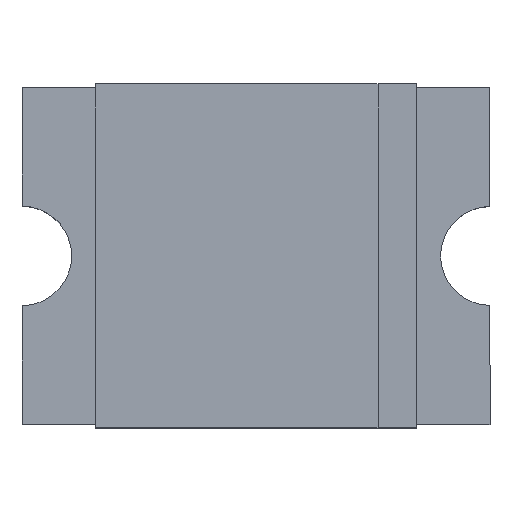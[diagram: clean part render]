
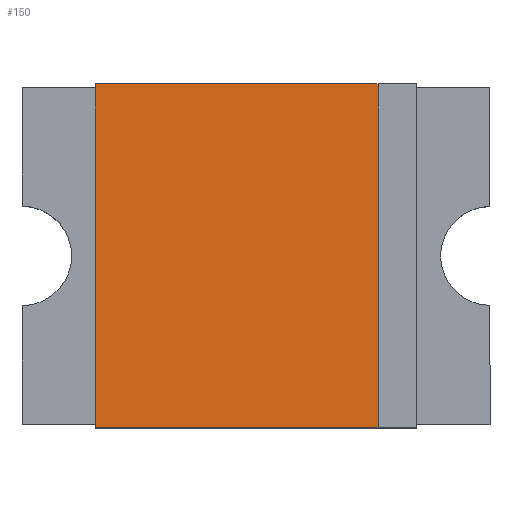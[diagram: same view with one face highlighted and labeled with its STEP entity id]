
A CAD part, top view. The second image highlights one B-rep face of the part: STEP entity #150.
In plain terms, the highlighted planar face has unit normal (0, 0, 1).
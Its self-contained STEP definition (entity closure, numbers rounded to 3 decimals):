
#8 = EDGE_CURVE ( 'NONE', #210, #9, #303, .T. ) ;
#9 = VERTEX_POINT ( 'NONE', #299 ) ;
#73 = VERTEX_POINT ( 'NONE', #491 ) ;
#75 = EDGE_CURVE ( 'NONE', #73, #207, #490, .T. ) ;
#150 = ADVANCED_FACE ( 'NONE', ( #716 ), #746, .F. ) ;
#151 = EDGE_LOOP ( 'NONE', ( #152, #153, #155, #156 ) ) ;
#152 = ORIENTED_EDGE ( 'NONE', *, *, #75, .F. ) ;
#153 = ORIENTED_EDGE ( 'NONE', *, *, #154, .F. ) ;
#154 = EDGE_CURVE ( 'NONE', #9, #73, #745, .T. ) ;
#155 = ORIENTED_EDGE ( 'NONE', *, *, #8, .F. ) ;
#156 = ORIENTED_EDGE ( 'NONE', *, *, #209, .T. ) ;
#207 = VERTEX_POINT ( 'NONE', #867 ) ;
#209 = EDGE_CURVE ( 'NONE', #210, #207, #866, .T. ) ;
#210 = VERTEX_POINT ( 'NONE', #862 ) ;
#299 = CARTESIAN_POINT ( 'NONE',  ( 1.237, 1.74, 1.035 ) ) ;
#300 = DIRECTION ( 'NONE',  ( 1., 0., 0. ) ) ;
#301 = VECTOR ( 'NONE', #300, 1000. ) ;
#302 = CARTESIAN_POINT ( 'NONE',  ( -1.625, 1.74, 1.035 ) ) ;
#303 = LINE ( 'NONE', #302, #301 ) ;
#487 = DIRECTION ( 'NONE',  ( -1., 0., 0. ) ) ;
#488 = VECTOR ( 'NONE', #487, 1000. ) ;
#489 = CARTESIAN_POINT ( 'NONE',  ( -1.625, -1.74, 1.035 ) ) ;
#490 = LINE ( 'NONE', #489, #488 ) ;
#491 = CARTESIAN_POINT ( 'NONE',  ( 1.237, -1.74, 1.035 ) ) ;
#716 = FACE_OUTER_BOUND ( 'NONE', #151, .T. ) ;
#737 = DIRECTION ( 'NONE',  ( 0., -1., 0. ) ) ;
#738 = VECTOR ( 'NONE', #737, 1000. ) ;
#739 = CARTESIAN_POINT ( 'NONE',  ( 1.237, 1.74, 1.035 ) ) ;
#741 = DIRECTION ( 'NONE',  ( -1., 0., 0. ) ) ;
#742 = DIRECTION ( 'NONE',  ( 0., 0., -1. ) ) ;
#743 = CARTESIAN_POINT ( 'NONE',  ( 1.625, 1.705, 1.035 ) ) ;
#744 = AXIS2_PLACEMENT_3D ( 'NONE', #743, #742, #741 ) ;
#745 = LINE ( 'NONE', #739, #738 ) ;
#746 = PLANE ( 'NONE',  #744 ) ;
#862 = CARTESIAN_POINT ( 'NONE',  ( -1.625, 1.74, 1.035 ) ) ;
#863 = DIRECTION ( 'NONE',  ( 0., -1., 0. ) ) ;
#864 = VECTOR ( 'NONE', #863, 1000. ) ;
#865 = CARTESIAN_POINT ( 'NONE',  ( -1.625, 1.705, 1.035 ) ) ;
#866 = LINE ( 'NONE', #865, #864 ) ;
#867 = CARTESIAN_POINT ( 'NONE',  ( -1.625, -1.74, 1.035 ) ) ;
